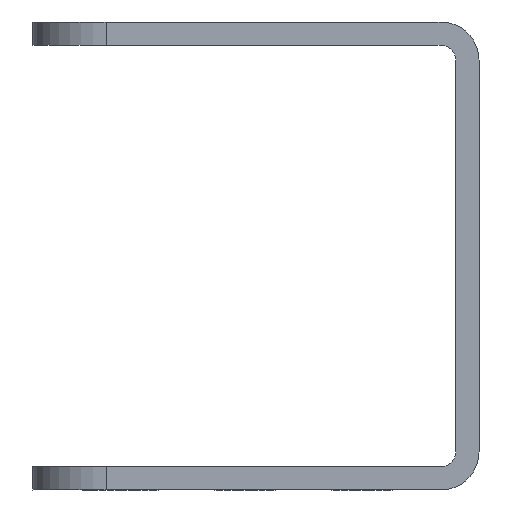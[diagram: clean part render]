
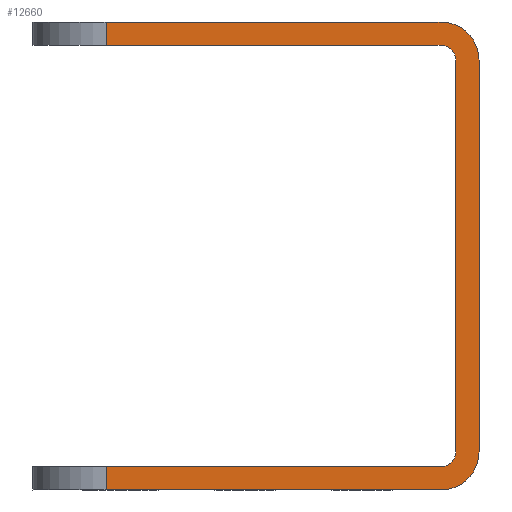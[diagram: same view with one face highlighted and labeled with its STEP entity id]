
A CAD part, left-side view. The second image highlights one B-rep face of the part: STEP entity #12660.
In plain terms, the highlighted planar face has unit normal (-1, 0, 0).
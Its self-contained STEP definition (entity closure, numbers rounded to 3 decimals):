
#217 = DIRECTION ( 'NONE',  ( 0., 0., -1. ) ) ;
#648 = AXIS2_PLACEMENT_3D ( 'NONE', #12225, #18118, #5908 ) ;
#696 = LINE ( 'NONE', #4329, #15661 ) ;
#1239 = VERTEX_POINT ( 'NONE', #20370 ) ;
#1701 = CARTESIAN_POINT ( 'NONE',  ( 0., 0., 0. ) ) ;
#1941 = FACE_OUTER_BOUND ( 'NONE', #13340, .T. ) ;
#2130 = ORIENTED_EDGE ( 'NONE', *, *, #11920, .F. ) ;
#2334 = CARTESIAN_POINT ( 'NONE',  ( 0., 1., -2.6 ) ) ;
#2412 = LINE ( 'NONE', #14767, #4451 ) ;
#2423 = DIRECTION ( 'NONE',  ( 1., 0., 0. ) ) ;
#2592 = ORIENTED_EDGE ( 'NONE', *, *, #4126, .T. ) ;
#2620 = CARTESIAN_POINT ( 'NONE',  ( 0., 23.9, 0. ) ) ;
#2666 = VERTEX_POINT ( 'NONE', #20138 ) ;
#2971 = ORIENTED_EDGE ( 'NONE', *, *, #6992, .F. ) ;
#3177 = LINE ( 'NONE', #11399, #16525 ) ;
#4100 = DIRECTION ( 'NONE',  ( 1., 0., 0. ) ) ;
#4126 = EDGE_CURVE ( 'NONE', #8410, #12673, #26307, .T. ) ;
#4265 = EDGE_CURVE ( 'NONE', #8410, #24395, #17709, .T. ) ;
#4329 = CARTESIAN_POINT ( 'NONE',  ( 0., 0., -30.4 ) ) ;
#4451 = VECTOR ( 'NONE', #24834, 1000. ) ;
#4971 = CARTESIAN_POINT ( 'NONE',  ( 0., 1., -2.6 ) ) ;
#5163 = ORIENTED_EDGE ( 'NONE', *, *, #12369, .T. ) ;
#5270 = EDGE_CURVE ( 'NONE', #20746, #2666, #13562, .T. ) ;
#5908 = DIRECTION ( 'NONE',  ( 0., 0., 1. ) ) ;
#6488 = VECTOR ( 'NONE', #217, 1000. ) ;
#6992 = EDGE_CURVE ( 'NONE', #24395, #10326, #23441, .T. ) ;
#8007 = CARTESIAN_POINT ( 'NONE',  ( 0., 23.9, -32. ) ) ;
#8133 = CARTESIAN_POINT ( 'NONE',  ( 0., 0., 0. ) ) ;
#8169 = CARTESIAN_POINT ( 'NONE',  ( 0., 0., -32. ) ) ;
#8410 = VERTEX_POINT ( 'NONE', #17157 ) ;
#8616 = CARTESIAN_POINT ( 'NONE',  ( 0., -1.6, -2.6 ) ) ;
#8831 = DIRECTION ( 'NONE',  ( 0., 0., 1. ) ) ;
#9630 = CARTESIAN_POINT ( 'NONE',  ( 0., 1., -32. ) ) ;
#9835 = EDGE_CURVE ( 'NONE', #10326, #17820, #9915, .T. ) ;
#9915 = LINE ( 'NONE', #1701, #12455 ) ;
#10251 = VERTEX_POINT ( 'NONE', #8007 ) ;
#10326 = VERTEX_POINT ( 'NONE', #24358 ) ;
#11163 = CARTESIAN_POINT ( 'NONE',  ( 0., 0., -1.6 ) ) ;
#11294 = DIRECTION ( 'NONE',  ( 0., 0., -1. ) ) ;
#11318 = AXIS2_PLACEMENT_3D ( 'NONE', #4971, #15708, #11294 ) ;
#11399 = CARTESIAN_POINT ( 'NONE',  ( 0., -1.6, 0. ) ) ;
#11916 = ORIENTED_EDGE ( 'NONE', *, *, #19364, .F. ) ;
#11920 = EDGE_CURVE ( 'NONE', #1239, #19671, #17625, .T. ) ;
#12225 = CARTESIAN_POINT ( 'NONE',  ( 0., 1., -29.4 ) ) ;
#12310 = DIRECTION ( 'NONE',  ( 0., 0., -1. ) ) ;
#12369 = EDGE_CURVE ( 'NONE', #12673, #2666, #22914, .T. ) ;
#12455 = VECTOR ( 'NONE', #18481, 1000. ) ;
#12660 = ADVANCED_FACE ( 'NONE', ( #1941 ), #16053, .F. ) ;
#12673 = VERTEX_POINT ( 'NONE', #22222 ) ;
#13098 = DIRECTION ( 'NONE',  ( 1., 0., 0. ) ) ;
#13340 = EDGE_LOOP ( 'NONE', ( #2971, #18711, #2592, #5163, #13626, #21119, #15652, #11916, #2130, #25126, #19904, #16241 ) ) ;
#13562 = CIRCLE ( 'NONE', #648, 1. ) ;
#13626 = ORIENTED_EDGE ( 'NONE', *, *, #5270, .F. ) ;
#14563 = VERTEX_POINT ( 'NONE', #20696 ) ;
#14567 = DIRECTION ( 'NONE',  ( 0., 0., -1. ) ) ;
#14767 = CARTESIAN_POINT ( 'NONE',  ( 0., 23.9, -32. ) ) ;
#15043 = CARTESIAN_POINT ( 'NONE',  ( 0., 1., -29.4 ) ) ;
#15059 = EDGE_CURVE ( 'NONE', #10251, #14563, #2412, .T. ) ;
#15530 = AXIS2_PLACEMENT_3D ( 'NONE', #2334, #13098, #14567 ) ;
#15652 = ORIENTED_EDGE ( 'NONE', *, *, #15059, .F. ) ;
#15661 = VECTOR ( 'NONE', #16683, 1000. ) ;
#15708 = DIRECTION ( 'NONE',  ( 1., 0., 0. ) ) ;
#15917 = EDGE_CURVE ( 'NONE', #14563, #20746, #696, .T. ) ;
#15998 = VECTOR ( 'NONE', #18494, 1000. ) ;
#16053 = PLANE ( 'NONE',  #23664 ) ;
#16241 = ORIENTED_EDGE ( 'NONE', *, *, #9835, .F. ) ;
#16257 = VERTEX_POINT ( 'NONE', #8616 ) ;
#16525 = VECTOR ( 'NONE', #19569, 1000. ) ;
#16683 = DIRECTION ( 'NONE',  ( 0., -1., 0. ) ) ;
#17157 = CARTESIAN_POINT ( 'NONE',  ( 0., 1., -1.6 ) ) ;
#17248 = CIRCLE ( 'NONE', #15530, 2.6 ) ;
#17313 = DIRECTION ( 'NONE',  ( 0., 1., 0. ) ) ;
#17335 = VECTOR ( 'NONE', #17313, 1000. ) ;
#17547 = CARTESIAN_POINT ( 'NONE',  ( 0., 1., -30.4 ) ) ;
#17625 = CIRCLE ( 'NONE', #18047, 2.6 ) ;
#17709 = LINE ( 'NONE', #11163, #17335 ) ;
#17820 = VERTEX_POINT ( 'NONE', #23073 ) ;
#18047 = AXIS2_PLACEMENT_3D ( 'NONE', #15043, #2423, #19210 ) ;
#18118 = DIRECTION ( 'NONE',  ( -1., 0., 0. ) ) ;
#18481 = DIRECTION ( 'NONE',  ( 0., -1., 0. ) ) ;
#18494 = DIRECTION ( 'NONE',  ( 0., 1., 0. ) ) ;
#18589 = EDGE_CURVE ( 'NONE', #17820, #16257, #17248, .T. ) ;
#18711 = ORIENTED_EDGE ( 'NONE', *, *, #4265, .F. ) ;
#19210 = DIRECTION ( 'NONE',  ( 0., 0., 1. ) ) ;
#19364 = EDGE_CURVE ( 'NONE', #19671, #10251, #22654, .T. ) ;
#19569 = DIRECTION ( 'NONE',  ( 0., 0., 1. ) ) ;
#19671 = VERTEX_POINT ( 'NONE', #9630 ) ;
#19904 = ORIENTED_EDGE ( 'NONE', *, *, #18589, .F. ) ;
#20138 = CARTESIAN_POINT ( 'NONE',  ( 0., 0., -29.4 ) ) ;
#20370 = CARTESIAN_POINT ( 'NONE',  ( 0., -1.6, -29.4 ) ) ;
#20696 = CARTESIAN_POINT ( 'NONE',  ( 0., 23.9, -30.4 ) ) ;
#20746 = VERTEX_POINT ( 'NONE', #17547 ) ;
#21119 = ORIENTED_EDGE ( 'NONE', *, *, #15917, .F. ) ;
#21280 = VECTOR ( 'NONE', #8831, 1000. ) ;
#22222 = CARTESIAN_POINT ( 'NONE',  ( 0., 0., -2.6 ) ) ;
#22654 = LINE ( 'NONE', #8169, #15998 ) ;
#22914 = LINE ( 'NONE', #23310, #6488 ) ;
#22993 = CARTESIAN_POINT ( 'NONE',  ( 0., 23.9, -1.6 ) ) ;
#23073 = CARTESIAN_POINT ( 'NONE',  ( 0., 1., 0. ) ) ;
#23310 = CARTESIAN_POINT ( 'NONE',  ( 0., 0., 0. ) ) ;
#23441 = LINE ( 'NONE', #2620, #21280 ) ;
#23664 = AXIS2_PLACEMENT_3D ( 'NONE', #8133, #4100, #12310 ) ;
#24358 = CARTESIAN_POINT ( 'NONE',  ( 0., 23.9, 0. ) ) ;
#24395 = VERTEX_POINT ( 'NONE', #22993 ) ;
#24834 = DIRECTION ( 'NONE',  ( 0., 0., 1. ) ) ;
#25126 = ORIENTED_EDGE ( 'NONE', *, *, #26202, .T. ) ;
#26202 = EDGE_CURVE ( 'NONE', #1239, #16257, #3177, .T. ) ;
#26307 = CIRCLE ( 'NONE', #11318, 1. ) ;
